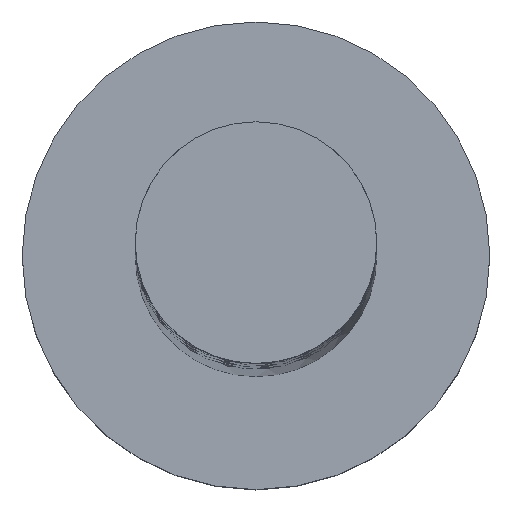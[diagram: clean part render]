
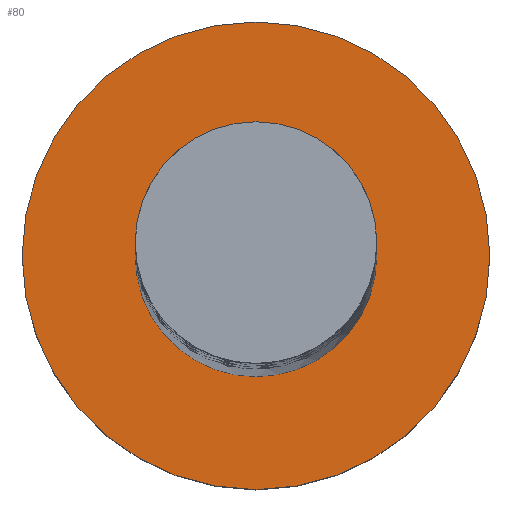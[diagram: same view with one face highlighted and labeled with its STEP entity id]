
A CAD part, top view. The second image highlights one B-rep face of the part: STEP entity #80.
In plain terms, the highlighted planar face has unit normal (0, 0, 1).
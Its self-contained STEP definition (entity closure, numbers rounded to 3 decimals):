
#26 = VERTEX_POINT ( 'NONE', #847 ) ;
#56 = ORIENTED_EDGE ( 'NONE', *, *, #258, .T. ) ;
#80 = ADVANCED_FACE ( 'NONE', ( #1541, #879 ), #1412, .T. ) ;
#116 = CIRCLE ( 'NONE', #1098, 6. ) ;
#191 = EDGE_CURVE ( 'NONE', #1492, #1180, #1040, .T. ) ;
#198 = CIRCLE ( 'NONE', #454, 6. ) ;
#258 = EDGE_CURVE ( 'NONE', #26, #1604, #198, .T. ) ;
#324 = CARTESIAN_POINT ( 'NONE',  ( -3.1, 0., 5. ) ) ;
#349 = DIRECTION ( 'NONE',  ( 1., 0., 0. ) ) ;
#358 = ORIENTED_EDGE ( 'NONE', *, *, #1143, .F. ) ;
#361 = AXIS2_PLACEMENT_3D ( 'NONE', #550, #428, #413 ) ;
#409 = CARTESIAN_POINT ( 'NONE',  ( 0., 0., 5. ) ) ;
#413 = DIRECTION ( 'NONE',  ( 1., 0., 0. ) ) ;
#428 = DIRECTION ( 'NONE',  ( 0., 0., 1. ) ) ;
#449 = EDGE_CURVE ( 'NONE', #1604, #26, #116, .T. ) ;
#454 = AXIS2_PLACEMENT_3D ( 'NONE', #626, #620, #483 ) ;
#483 = DIRECTION ( 'NONE',  ( 1., 0., 0. ) ) ;
#541 = EDGE_LOOP ( 'NONE', ( #1262, #358 ) ) ;
#546 = DIRECTION ( 'NONE',  ( 0., 0., 1. ) ) ;
#550 = CARTESIAN_POINT ( 'NONE',  ( 0., 0., 5. ) ) ;
#620 = DIRECTION ( 'NONE',  ( 0., 0., 1. ) ) ;
#626 = CARTESIAN_POINT ( 'NONE',  ( 0., 0., 5. ) ) ;
#749 = AXIS2_PLACEMENT_3D ( 'NONE', #1417, #1390, #1131 ) ;
#847 = CARTESIAN_POINT ( 'NONE',  ( -6., 0., 5. ) ) ;
#879 = FACE_OUTER_BOUND ( 'NONE', #1393, .T. ) ;
#1040 = CIRCLE ( 'NONE', #361, 3.1 ) ;
#1098 = AXIS2_PLACEMENT_3D ( 'NONE', #409, #546, #1475 ) ;
#1131 = DIRECTION ( 'NONE',  ( 1., 0., 0. ) ) ;
#1143 = EDGE_CURVE ( 'NONE', #1180, #1492, #1383, .T. ) ;
#1145 = CARTESIAN_POINT ( 'NONE',  ( 6., 0., 5. ) ) ;
#1148 = CARTESIAN_POINT ( 'NONE',  ( 0., 0., 5. ) ) ;
#1180 = VERTEX_POINT ( 'NONE', #1663 ) ;
#1244 = DIRECTION ( 'NONE',  ( 0., 0., 1. ) ) ;
#1262 = ORIENTED_EDGE ( 'NONE', *, *, #191, .F. ) ;
#1360 = ORIENTED_EDGE ( 'NONE', *, *, #449, .T. ) ;
#1383 = CIRCLE ( 'NONE', #749, 3.1 ) ;
#1390 = DIRECTION ( 'NONE',  ( 0., 0., 1. ) ) ;
#1393 = EDGE_LOOP ( 'NONE', ( #56, #1360 ) ) ;
#1412 = PLANE ( 'NONE',  #1517 ) ;
#1417 = CARTESIAN_POINT ( 'NONE',  ( 0., 0., 5. ) ) ;
#1475 = DIRECTION ( 'NONE',  ( 1., 0., 0. ) ) ;
#1492 = VERTEX_POINT ( 'NONE', #324 ) ;
#1517 = AXIS2_PLACEMENT_3D ( 'NONE', #1148, #1244, #349 ) ;
#1541 = FACE_BOUND ( 'NONE', #541, .T. ) ;
#1604 = VERTEX_POINT ( 'NONE', #1145 ) ;
#1663 = CARTESIAN_POINT ( 'NONE',  ( 3.1, 0., 5. ) ) ;
